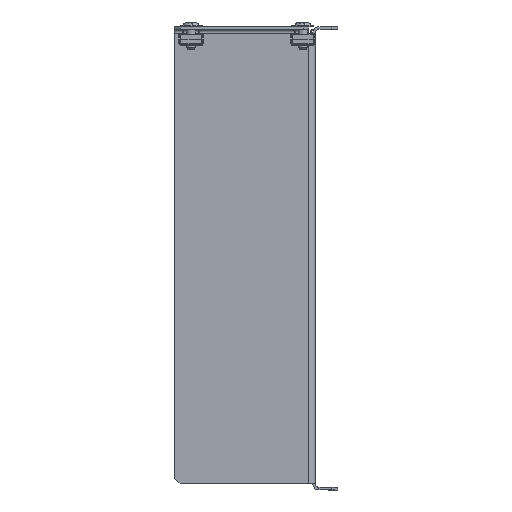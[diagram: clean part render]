
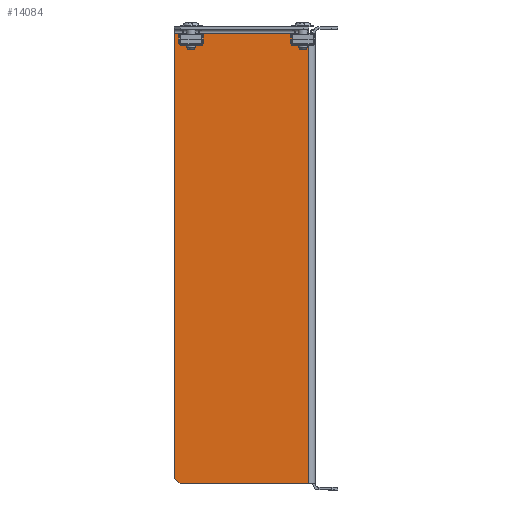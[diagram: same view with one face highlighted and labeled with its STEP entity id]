
A CAD part, left-side view. The second image highlights one B-rep face of the part: STEP entity #14084.
In plain terms, the highlighted planar face has unit normal (-1, 0, 0).
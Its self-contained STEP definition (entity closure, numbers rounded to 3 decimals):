
#471 = LINE ( 'NONE', #10964, #13889 ) ;
#878 = LINE ( 'NONE', #14344, #1291 ) ;
#1291 = VECTOR ( 'NONE', #17039, 1000. ) ;
#2321 = VECTOR ( 'NONE', #5974, 1000. ) ;
#2948 = CARTESIAN_POINT ( 'NONE',  ( -223.9, 0., -121.6 ) ) ;
#4703 = VERTEX_POINT ( 'NONE', #30919 ) ;
#4735 = ORIENTED_EDGE ( 'NONE', *, *, #30107, .T. ) ;
#5019 = AXIS2_PLACEMENT_3D ( 'NONE', #30424, #16756, #24749 ) ;
#5974 = DIRECTION ( 'NONE',  ( 0., 0., -1. ) ) ;
#8360 = DIRECTION ( 'NONE',  ( 0., -1., 0. ) ) ;
#8508 = VECTOR ( 'NONE', #8360, 1000. ) ;
#9993 = ORIENTED_EDGE ( 'NONE', *, *, #17392, .T. ) ;
#10571 = LINE ( 'NONE', #2948, #8508 ) ;
#10964 = CARTESIAN_POINT ( 'NONE',  ( -223.9, 0., 121.6 ) ) ;
#11307 = DIRECTION ( 'NONE',  ( 0., 1., 0. ) ) ;
#13832 = VERTEX_POINT ( 'NONE', #18437 ) ;
#13889 = VECTOR ( 'NONE', #11307, 1000. ) ;
#14084 = ADVANCED_FACE ( 'NONE', ( #19826 ), #27474, .F. ) ;
#14344 = CARTESIAN_POINT ( 'NONE',  ( -223.9, 2., -121.6 ) ) ;
#15541 = CARTESIAN_POINT ( 'NONE',  ( -223.9, 74.6, -118.6 ) ) ;
#15686 = VERTEX_POINT ( 'NONE', #18777 ) ;
#16756 = DIRECTION ( 'NONE',  ( 1., 0., 0. ) ) ;
#16882 = ORIENTED_EDGE ( 'NONE', *, *, #24001, .F. ) ;
#16905 = VERTEX_POINT ( 'NONE', #25356 ) ;
#17039 = DIRECTION ( 'NONE',  ( 0., 0., -1. ) ) ;
#17392 = EDGE_CURVE ( 'NONE', #22723, #16905, #21190, .T. ) ;
#18437 = CARTESIAN_POINT ( 'NONE',  ( -223.9, 74.6, 121.6 ) ) ;
#18777 = CARTESIAN_POINT ( 'NONE',  ( -223.9, 2., -121.6 ) ) ;
#19425 = CARTESIAN_POINT ( 'NONE',  ( -223.9, 71.6, -121.6 ) ) ;
#19826 = FACE_OUTER_BOUND ( 'NONE', #21035, .T. ) ;
#21035 = EDGE_LOOP ( 'NONE', ( #32741, #9993, #31954, #16882, #4735 ) ) ;
#21190 = LINE ( 'NONE', #19425, #29174 ) ;
#22723 = VERTEX_POINT ( 'NONE', #15541 ) ;
#24001 = EDGE_CURVE ( 'NONE', #4703, #15686, #878, .T. ) ;
#24749 = DIRECTION ( 'NONE',  ( 0., 1., 0. ) ) ;
#25356 = CARTESIAN_POINT ( 'NONE',  ( -223.9, 71.6, -121.6 ) ) ;
#27474 = PLANE ( 'NONE',  #5019 ) ;
#29174 = VECTOR ( 'NONE', #32640, 1000. ) ;
#30107 = EDGE_CURVE ( 'NONE', #4703, #13832, #471, .T. ) ;
#30424 = CARTESIAN_POINT ( 'NONE',  ( -223.9, 0., 0. ) ) ;
#30625 = EDGE_CURVE ( 'NONE', #13832, #22723, #31748, .T. ) ;
#30919 = CARTESIAN_POINT ( 'NONE',  ( -223.9, 2., 121.6 ) ) ;
#31748 = LINE ( 'NONE', #32571, #2321 ) ;
#31954 = ORIENTED_EDGE ( 'NONE', *, *, #32270, .T. ) ;
#32270 = EDGE_CURVE ( 'NONE', #16905, #15686, #10571, .T. ) ;
#32571 = CARTESIAN_POINT ( 'NONE',  ( -223.9, 74.6, 0. ) ) ;
#32640 = DIRECTION ( 'NONE',  ( 0., -0.707, -0.707 ) ) ;
#32741 = ORIENTED_EDGE ( 'NONE', *, *, #30625, .T. ) ;
